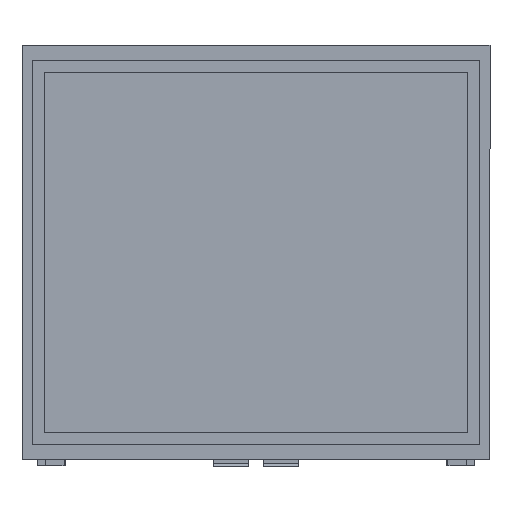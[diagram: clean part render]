
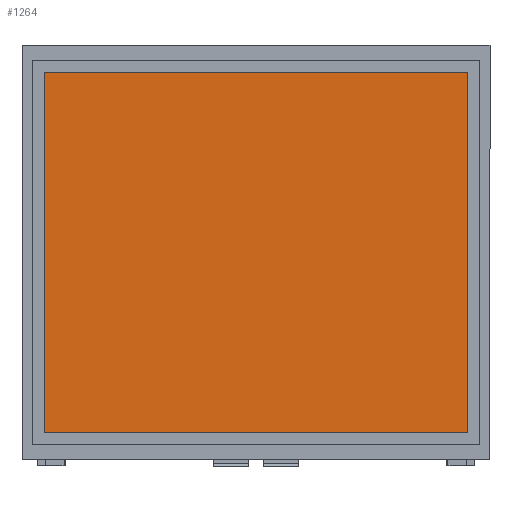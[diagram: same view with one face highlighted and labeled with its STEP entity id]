
A CAD part, front view. The second image highlights one B-rep face of the part: STEP entity #1264.
In plain terms, the highlighted planar face has unit normal (0, -1, 0).
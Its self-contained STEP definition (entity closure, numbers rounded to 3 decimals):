
#859 = DIRECTION ( 'NONE',  ( 1., 0., 0. ) ) ;
#1066 = LINE ( 'NONE', #5310, #2568 ) ;
#1243 = DIRECTION ( 'NONE',  ( 0., -1., 0. ) ) ;
#1264 = ADVANCED_FACE ( 'NONE', ( #1978 ), #4306, .T. ) ;
#1284 = LINE ( 'NONE', #2235, #7953 ) ;
#1430 = EDGE_CURVE ( 'NONE', #7187, #6958, #1066, .T. ) ;
#1598 = VECTOR ( 'NONE', #3112, 1000. ) ;
#1978 = FACE_OUTER_BOUND ( 'NONE', #6933, .T. ) ;
#2235 = CARTESIAN_POINT ( 'NONE',  ( 355., -210., -1032.81 ) ) ;
#2341 = CARTESIAN_POINT ( 'NONE',  ( -355., -210., -1032.81 ) ) ;
#2568 = VECTOR ( 'NONE', #859, 1000. ) ;
#3112 = DIRECTION ( 'NONE',  ( -1., 0., 0. ) ) ;
#3374 = CARTESIAN_POINT ( 'NONE',  ( -355., -210., -302.5 ) ) ;
#3426 = VERTEX_POINT ( 'NONE', #3374 ) ;
#3539 = CARTESIAN_POINT ( 'NONE',  ( -355., -210., 302.5 ) ) ;
#3694 = AXIS2_PLACEMENT_3D ( 'NONE', #2341, #1243, #3853 ) ;
#3853 = DIRECTION ( 'NONE',  ( 0., 0., -1. ) ) ;
#4275 = DIRECTION ( 'NONE',  ( 0., 0., 1. ) ) ;
#4306 = PLANE ( 'NONE',  #3694 ) ;
#4342 = EDGE_CURVE ( 'NONE', #4965, #6958, #1284, .T. ) ;
#4655 = VECTOR ( 'NONE', #8292, 1000. ) ;
#4965 = VERTEX_POINT ( 'NONE', #6098 ) ;
#5052 = LINE ( 'NONE', #8174, #4655 ) ;
#5310 = CARTESIAN_POINT ( 'NONE',  ( -355., -210., 302.5 ) ) ;
#5590 = ORIENTED_EDGE ( 'NONE', *, *, #6395, .F. ) ;
#5732 = ORIENTED_EDGE ( 'NONE', *, *, #1430, .F. ) ;
#6098 = CARTESIAN_POINT ( 'NONE',  ( 355., -210., -302.5 ) ) ;
#6361 = EDGE_CURVE ( 'NONE', #4965, #3426, #6676, .T. ) ;
#6395 = EDGE_CURVE ( 'NONE', #3426, #7187, #5052, .T. ) ;
#6676 = LINE ( 'NONE', #8109, #1598 ) ;
#6933 = EDGE_LOOP ( 'NONE', ( #8060, #7302, #5732, #5590 ) ) ;
#6958 = VERTEX_POINT ( 'NONE', #7138 ) ;
#7138 = CARTESIAN_POINT ( 'NONE',  ( 355., -210., 302.5 ) ) ;
#7187 = VERTEX_POINT ( 'NONE', #3539 ) ;
#7302 = ORIENTED_EDGE ( 'NONE', *, *, #4342, .T. ) ;
#7953 = VECTOR ( 'NONE', #4275, 1000. ) ;
#8060 = ORIENTED_EDGE ( 'NONE', *, *, #6361, .F. ) ;
#8109 = CARTESIAN_POINT ( 'NONE',  ( -355., -210., -302.5 ) ) ;
#8174 = CARTESIAN_POINT ( 'NONE',  ( -355., -210., -1032.81 ) ) ;
#8292 = DIRECTION ( 'NONE',  ( 0., 0., 1. ) ) ;
